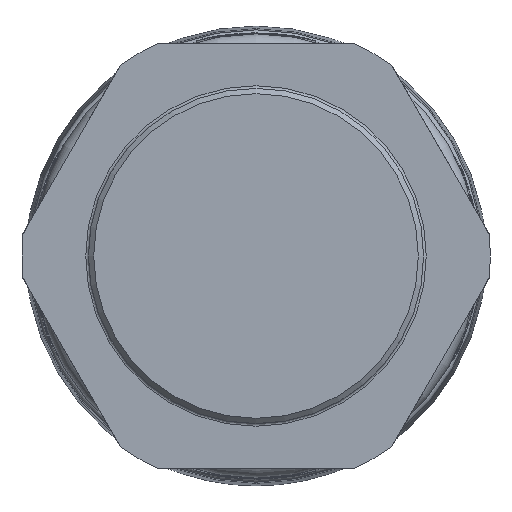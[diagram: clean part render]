
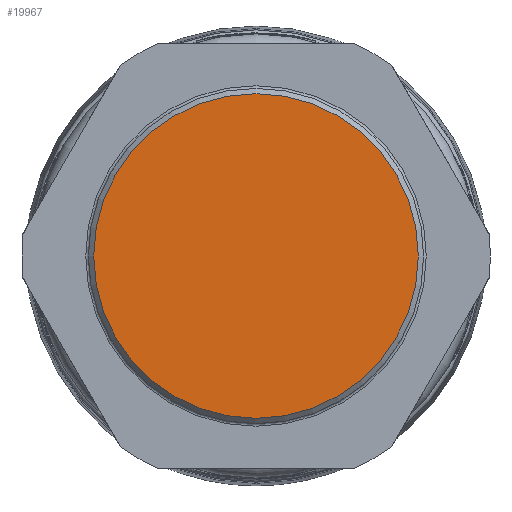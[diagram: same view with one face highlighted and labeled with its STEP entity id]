
A CAD part, left-side view. The second image highlights one B-rep face of the part: STEP entity #19967.
In plain terms, the highlighted planar face has unit normal (-1, 0, 0).
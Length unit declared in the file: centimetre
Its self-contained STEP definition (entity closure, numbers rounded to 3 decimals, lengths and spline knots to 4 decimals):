
#1453=CIRCLE('',#21409,3.05);
#2782=FACE_OUTER_BOUND('',#3965,.T.);
#3965=EDGE_LOOP('',(#15136));
#8149=VERTEX_POINT('',#36000);
#10641=EDGE_CURVE('',#8149,#8149,#1453,.T.);
#15136=ORIENTED_EDGE('',*,*,#10641,.F.);
#18133=PLANE('',#21408);
#19967=ADVANCED_FACE('',(#2782),#18133,.T.);
#21408=AXIS2_PLACEMENT_3D('',#35999,#25085,#25086);
#21409=AXIS2_PLACEMENT_3D('',#36001,#25087,#25088);
#25085=DIRECTION('center_axis',(-1.,0.,0.));
#25086=DIRECTION('ref_axis',(0.,1.,0.));
#25087=DIRECTION('center_axis',(1.,0.,0.));
#25088=DIRECTION('ref_axis',(0.,-1.,0.));
#35999=CARTESIAN_POINT('Origin',(-7.79,0.,
-3.05));
#36000=CARTESIAN_POINT('',(-7.79,0.,-3.05));
#36001=CARTESIAN_POINT('Origin',(-7.79,0.,
0.));
